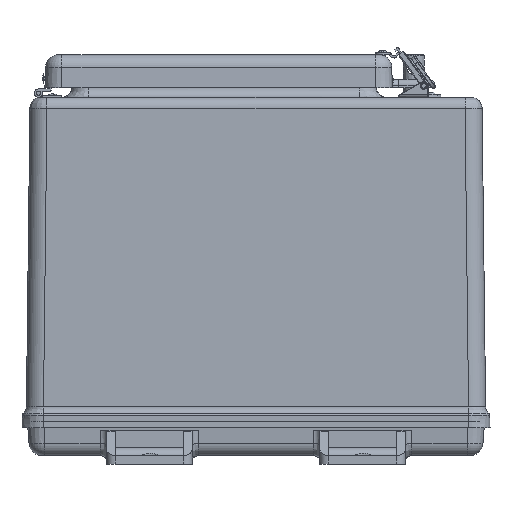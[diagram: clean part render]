
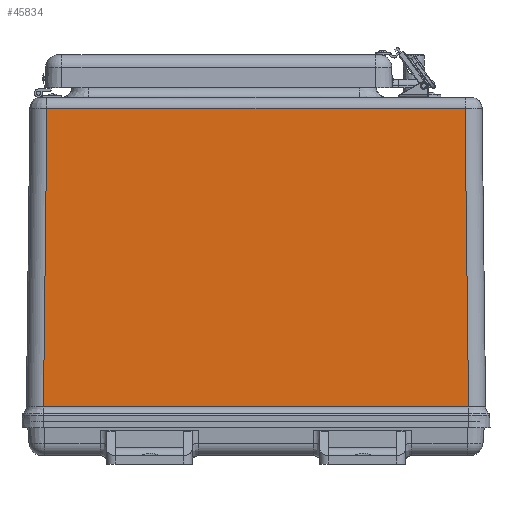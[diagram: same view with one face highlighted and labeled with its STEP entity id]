
A CAD part, front view. The second image highlights one B-rep face of the part: STEP entity #45834.
In plain terms, the highlighted planar face has unit normal (0, -1, 0.012).
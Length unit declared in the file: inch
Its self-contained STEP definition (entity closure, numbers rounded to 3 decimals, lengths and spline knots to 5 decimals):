
#877 = LINE ( 'NONE', #50203, #16152 ) ;
#1669 = LINE ( 'NONE', #49492, #53784 ) ;
#2198 = VERTEX_POINT ( 'NONE', #10141 ) ;
#3489 = VECTOR ( 'NONE', #28464, 39.37008 ) ;
#4058 = PLANE ( 'NONE',  #8246 ) ;
#8246 = AXIS2_PLACEMENT_3D ( 'NONE', #62390, #13525, #18422 ) ;
#8388 = VERTEX_POINT ( 'NONE', #21432 ) ;
#9032 = EDGE_CURVE ( 'NONE', #36058, #2198, #58752, .T. ) ;
#10141 = CARTESIAN_POINT ( 'NONE',  ( -6.23047, -12.2915, 0. ) ) ;
#10791 = VECTOR ( 'NONE', #35092, 39.37008 ) ;
#12693 = ORIENTED_EDGE ( 'NONE', *, *, #17655, .T. ) ;
#13525 = DIRECTION ( 'NONE',  ( 0., -1., 0.012 ) ) ;
#15662 = DIRECTION ( 'NONE',  ( 0.012, -0.012, -1. ) ) ;
#16074 = CARTESIAN_POINT ( 'NONE',  ( 6.23047, -12.2915, 0. ) ) ;
#16152 = VECTOR ( 'NONE', #21425, 39.37008 ) ;
#17655 = EDGE_CURVE ( 'NONE', #43883, #32560, #877, .T. ) ;
#18422 = DIRECTION ( 'NONE',  ( 0., -0.012, -1. ) ) ;
#19876 = DIRECTION ( 'NONE',  ( 0., -0.012, -1. ) ) ;
#19997 = EDGE_CURVE ( 'NONE', #36058, #8388, #36921, .T. ) ;
#21425 = DIRECTION ( 'NONE',  ( -1., 0., 0. ) ) ;
#21432 = CARTESIAN_POINT ( 'NONE',  ( 6.23046, -12.2916, -0.0085 ) ) ;
#25126 = CARTESIAN_POINT ( 'NONE',  ( 6.22962, -12.29064, 0.07338 ) ) ;
#25181 = LINE ( 'NONE', #53146, #63199 ) ;
#25905 = EDGE_CURVE ( 'NONE', #32560, #2198, #25181, .T. ) ;
#28464 = DIRECTION ( 'NONE',  ( 0., 0.012, 1. ) ) ;
#29542 = EDGE_CURVE ( 'NONE', #43883, #44744, #33941, .T. ) ;
#32560 = VERTEX_POINT ( 'NONE', #50128 ) ;
#33941 = LINE ( 'NONE', #25126, #48443 ) ;
#34508 = CARTESIAN_POINT ( 'NONE',  ( -6.23046, -12.2916, -0.0085 ) ) ;
#35092 = DIRECTION ( 'NONE',  ( 1., 0., 0. ) ) ;
#36058 = VERTEX_POINT ( 'NONE', #34508 ) ;
#36605 = EDGE_LOOP ( 'NONE', ( #61637, #44523, #60809, #50365, #55670, #12693 ) ) ;
#36921 = LINE ( 'NONE', #59236, #10791 ) ;
#43198 = CARTESIAN_POINT ( 'NONE',  ( -6.23046, -12.29155, -0.00425 ) ) ;
#43883 = VERTEX_POINT ( 'NONE', #63606 ) ;
#44523 = ORIENTED_EDGE ( 'NONE', *, *, #9032, .F. ) ;
#44744 = VERTEX_POINT ( 'NONE', #16074 ) ;
#45834 = ADVANCED_FACE ( 'NONE', ( #59346 ), #4058, .T. ) ;
#48443 = VECTOR ( 'NONE', #15662, 39.37008 ) ;
#49492 = CARTESIAN_POINT ( 'NONE',  ( 6.23046, -12.29155, -0.00425 ) ) ;
#50128 = CARTESIAN_POINT ( 'NONE',  ( -6.12738, -12.1884, 8.75131 ) ) ;
#50203 = CARTESIAN_POINT ( 'NONE',  ( -6.73045, -12.1884, 8.75131 ) ) ;
#50365 = ORIENTED_EDGE ( 'NONE', *, *, #52779, .F. ) ;
#52779 = EDGE_CURVE ( 'NONE', #44744, #8388, #1669, .T. ) ;
#53146 = CARTESIAN_POINT ( 'NONE',  ( -6.12738, -12.1884, 8.75131 ) ) ;
#53784 = VECTOR ( 'NONE', #19876, 39.37008 ) ;
#55670 = ORIENTED_EDGE ( 'NONE', *, *, #29542, .F. ) ;
#58297 = DIRECTION ( 'NONE',  ( -0.012, -0.012, -1. ) ) ;
#58752 = LINE ( 'NONE', #43198, #3489 ) ;
#59236 = CARTESIAN_POINT ( 'NONE',  ( -6.73045, -12.2916, -0.0085 ) ) ;
#59346 = FACE_OUTER_BOUND ( 'NONE', #36605, .T. ) ;
#60809 = ORIENTED_EDGE ( 'NONE', *, *, #19997, .T. ) ;
#61637 = ORIENTED_EDGE ( 'NONE', *, *, #25905, .T. ) ;
#62390 = CARTESIAN_POINT ( 'NONE',  ( -6.73045, -12.2915, 0. ) ) ;
#63199 = VECTOR ( 'NONE', #58297, 39.37008 ) ;
#63606 = CARTESIAN_POINT ( 'NONE',  ( 6.12738, -12.1884, 8.75131 ) ) ;
